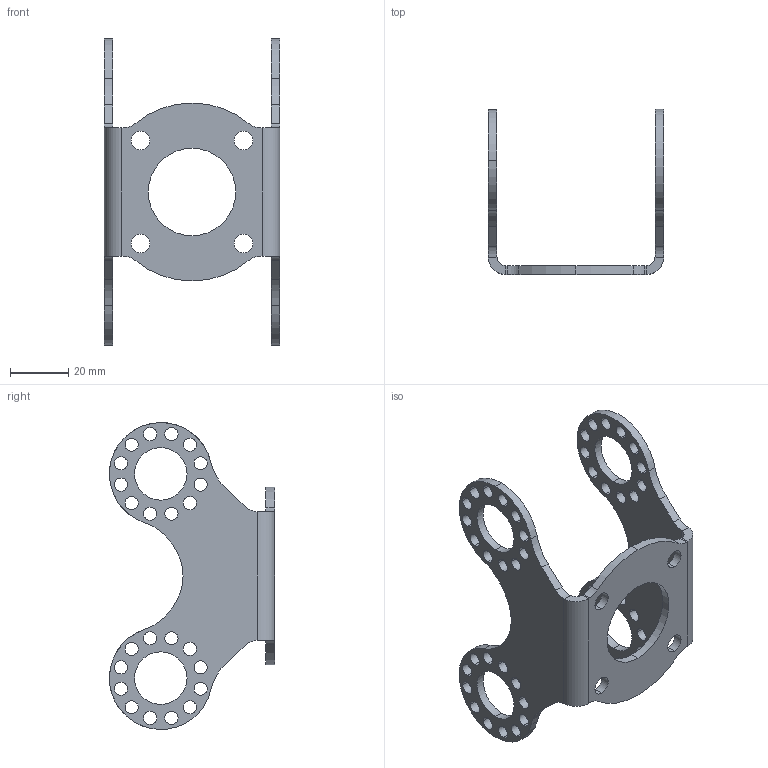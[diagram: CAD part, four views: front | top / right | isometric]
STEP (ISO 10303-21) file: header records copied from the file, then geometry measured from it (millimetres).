
FILE_DESCRIPTION (( 'STEP AP214' ), '1' );
FILE_NAME ('RG2 Two gripper coupling 3D.STEP', '2016-03-22T11:05:22', ( '' ), ( '' ), 'SwSTEP 2.0', 'SolidWorks 2013', '' );
FILE_SCHEMA (( 'AUTOMOTIVE_DESIGN' ));
Length unit declared in the file: millimetre
Products named in the file (1): RG2 Two gripper coupling 3D
Bounding box: 60.2 x 56.59 x 105.2 mm (x, y, z)
Volume: 22222.2 mm3; surface area: 19907.5 mm2
Topology: 1 solids, 1 shells, 168 faces, 490 edges, 324 vertices
Faces by surface type: cylinder 146, plane 22
Entity records: 5992 total; most frequent: DIRECTION 1112, CARTESIAN_POINT 1007, ORIENTED_EDGE 980, EDGE_CURVE 490, AXIS2_PLACEMENT_3D 461, VERTEX_POINT 324, CIRCLE 292, EDGE_LOOP 282
